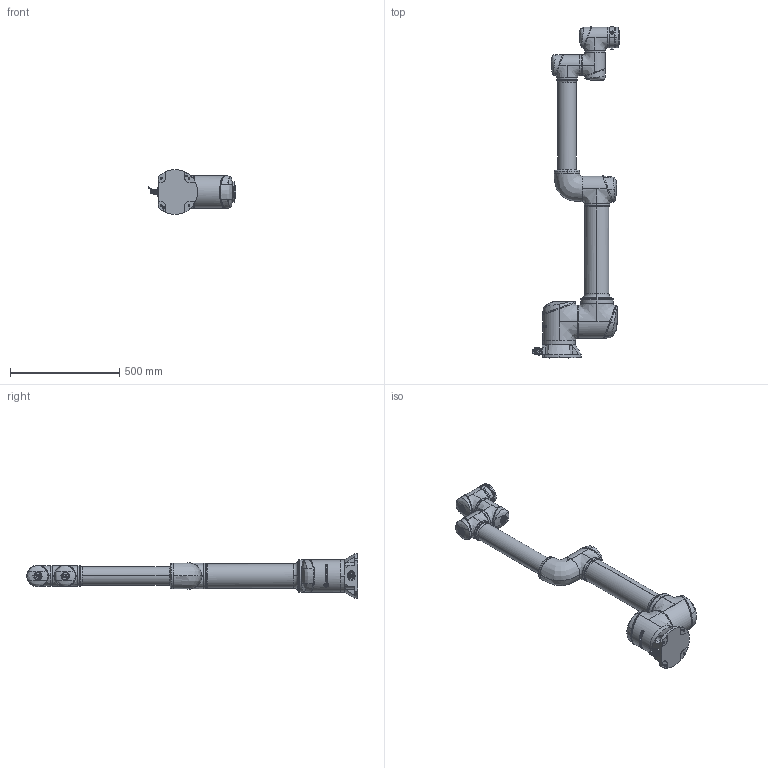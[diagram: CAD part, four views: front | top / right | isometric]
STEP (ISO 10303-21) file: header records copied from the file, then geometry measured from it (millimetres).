
FILE_DESCRIPTION (( 'STEP AP214' ), '1' );
FILE_NAME ('X12-1300.STEP', '2024-02-29T10:08:51', ( '' ), ( '' ), 'SwSTEP 2.0', 'SolidWorks 2018', '' );
FILE_SCHEMA (( 'AUTOMOTIVE_DESIGN' ));
Length unit declared in the file: millimetre
Products named in the file (9): GCR12-J3_1^X12-1300(2)_X12-1300; X12-1300(2)^X12-1300; GCR12-J2_1^X12-1300(2)_X12-1300; GCR12-J6_1^X12-1300(2)_X12-1300; GCR12-J0_1^X12-1300(2)_X12-1300; X12-1300; GCR12-J5_1^X12-1300(2)_X12-1300; GCR12-J1_1^X12-1300(2)_X12-1300; GCR12-J4_1^X12-1300(2)_X12-1300
Assembly tree (8 placements, depth 3):
  X12-1300
    X12-1300(2)^X12-1300
      GCR12-J0_1^X12-1300(2)_X12-1300
      GCR12-J1_1^X12-1300(2)_X12-1300
      GCR12-J2_1^X12-1300(2)_X12-1300
      GCR12-J3_1^X12-1300(2)_X12-1300
      GCR12-J4_1^X12-1300(2)_X12-1300
      GCR12-J5_1^X12-1300(2)_X12-1300
      GCR12-J6_1^X12-1300(2)_X12-1300
Bounding box: 399.28 x 1518 x 205 mm (x, y, z)
Volume: 3616093.6 mm3; surface area: 1540519 mm2
Topology: 20 solids, 40 shells, 3193 faces, 8283 edges, 5336 vertices
Faces by surface type: plane 1395, cylinder 833, bspline 469, cone 255, torus 209, sphere 32
Entity records: 271362 total; most frequent: CARTESIAN_POINT 204383, ORIENTED_EDGE 16333, DIRECTION 9124, EDGE_CURVE 8207, B_SPLINE_CURVE_WITH_KNOTS 5618, VERTEX_POINT 5319, AXIS2_PLACEMENT_3D 3892, EDGE_LOOP 3541
